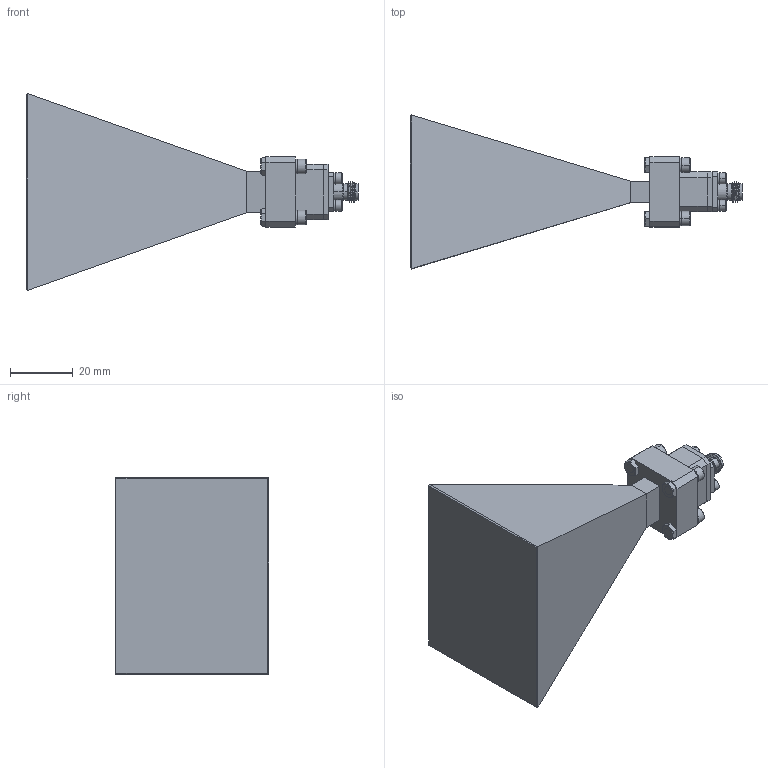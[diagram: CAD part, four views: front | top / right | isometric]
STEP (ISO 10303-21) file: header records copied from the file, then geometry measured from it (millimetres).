
FILE_DESCRIPTION (( 'STEP AP214' ), '1' );
FILE_NAME ('AR-KC1-E, Female.STEP', '2023-02-02T18:33:31', ( '' ), ( '' ), 'SwSTEP 2.0', 'SolidWorks 2021', '' );
FILE_SCHEMA (( 'AUTOMOTIVE_DESIGN' ));
Length unit declared in the file: inch
Products named in the file (1): AR-KC1-E, Female
Bounding box: 105.79 x 48.99 x 62.77 mm (x, y, z)
Volume: 95800.4 mm3; surface area: 17911.9 mm2
Topology: 24 solids, 36 shells, 558 faces, 1143 edges, 668 vertices
Faces by surface type: plane 216, cone 188, cylinder 150, torus 2, bspline 2
Entity records: 16456 total; most frequent: CARTESIAN_POINT 4376, DIRECTION 2552, ORIENTED_EDGE 2286, EDGE_CURVE 1143, AXIS2_PLACEMENT_3D 983, VERTEX_POINT 668, EDGE_LOOP 601, VECTOR 586
